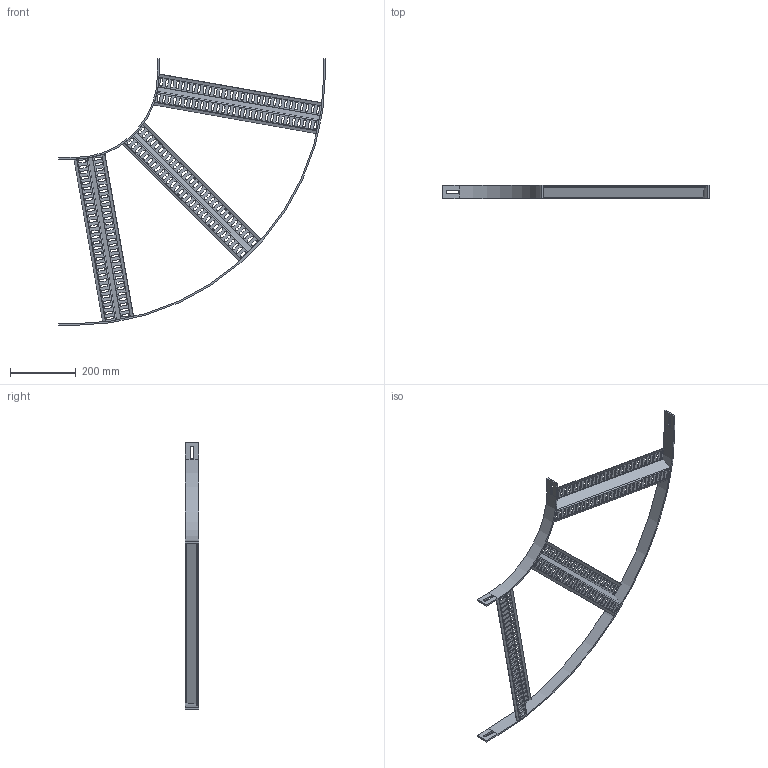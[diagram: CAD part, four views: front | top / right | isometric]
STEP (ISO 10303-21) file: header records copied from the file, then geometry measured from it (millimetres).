
FILE_DESCRIPTION (( 'STEP AP214' ), '1' );
FILE_NAME ('7099008.stp', '2024-01-31T09:01:25', ( '' ), ( '' ), 'SwSTEP 2.0', 'SolidWorks 2022', '' );
FILE_SCHEMA (( 'AUTOMOTIVE_DESIGN' ));
Length unit declared in the file: millimetre
Products named in the file (4): 113931_R250 Innenholm; 113931_R755 Holm; 014701_Z-Sprosse-500; 7099008
Assembly tree (5 placements, depth 2):
  7099008
    113931_R250 Innenholm
    113931_R755 Holm
    014701_Z-Sprosse-500  x3
Bounding box: 810 x 40 x 810 mm (x, y, z)
Volume: 657096.9 mm3; surface area: 494442.4 mm2
Topology: 5 solids, 5 shells, 892 faces, 2548 edges, 1658 vertices
Faces by surface type: plane 428, cylinder 412, bspline 52
Entity records: 11712 total; most frequent: CARTESIAN_POINT 2612, ORIENTED_EDGE 1880, DIRECTION 1818, EDGE_CURVE 940, LINE 618, VECTOR 618, VERTEX_POINT 606, AXIS2_PLACEMENT_3D 600
